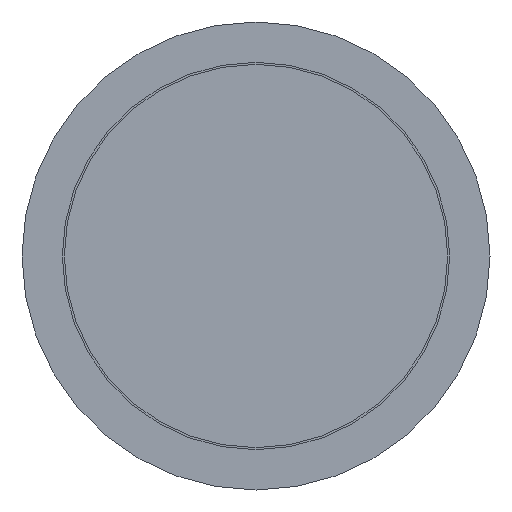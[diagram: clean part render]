
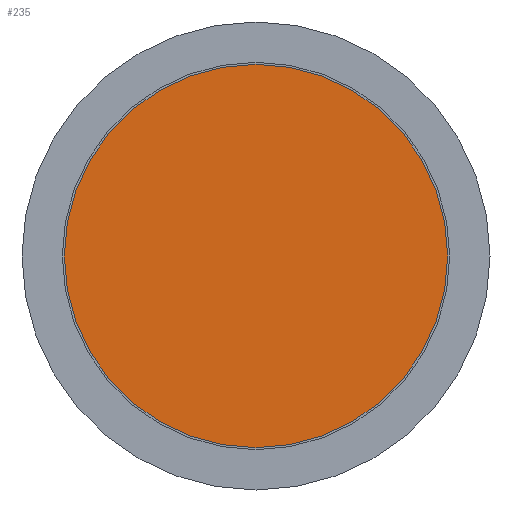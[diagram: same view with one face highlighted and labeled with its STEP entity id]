
A CAD part, front view. The second image highlights one B-rep face of the part: STEP entity #235.
In plain terms, the highlighted planar face has unit normal (0, -1, 0).
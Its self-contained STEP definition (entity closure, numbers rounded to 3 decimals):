
#50 = DIRECTION ( 'NONE',  ( 0., 0., -1. ) ) ;
#54 = CARTESIAN_POINT ( 'NONE',  ( 0., 0., -23.75 ) ) ;
#55 = FACE_OUTER_BOUND ( 'NONE', #326, .T. ) ;
#62 = VERTEX_POINT ( 'NONE', #54 ) ;
#100 = PLANE ( 'NONE',  #218 ) ;
#159 = DIRECTION ( 'NONE',  ( 0., 0., 1. ) ) ;
#218 = AXIS2_PLACEMENT_3D ( 'NONE', #275, #363, #159 ) ;
#235 = ADVANCED_FACE ( 'NONE', ( #55 ), #100, .F. ) ;
#265 = CARTESIAN_POINT ( 'NONE',  ( 0., 0., 0. ) ) ;
#275 = CARTESIAN_POINT ( 'NONE',  ( -23.75, 0., 0. ) ) ;
#326 = EDGE_LOOP ( 'NONE', ( #432 ) ) ;
#363 = DIRECTION ( 'NONE',  ( 0., 1., 0. ) ) ;
#423 = AXIS2_PLACEMENT_3D ( 'NONE', #265, #552, #50 ) ;
#432 = ORIENTED_EDGE ( 'NONE', *, *, #452, .T. ) ;
#433 = CIRCLE ( 'NONE', #423, 23.75 ) ;
#452 = EDGE_CURVE ( 'NONE', #62, #62, #433, .T. ) ;
#552 = DIRECTION ( 'NONE',  ( 0., -1., 0. ) ) ;
